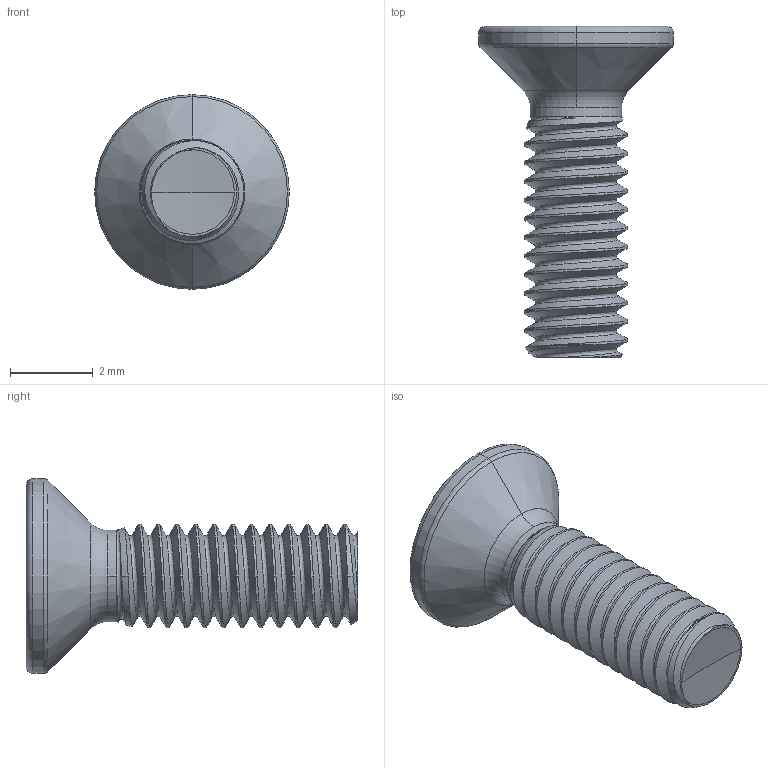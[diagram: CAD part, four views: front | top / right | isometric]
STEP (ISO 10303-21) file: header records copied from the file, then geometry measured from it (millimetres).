
FILE_DESCRIPTION (( 'STEP AP203' ), '1' );
FILE_NAME ('STM410250080.STEP', '2020-12-18T16:50:14', ( '' ), ( '' ), 'SwSTEP 2.0', 'SolidWorks 2015', '' );
FILE_SCHEMA (( 'CONFIG_CONTROL_DESIGN' ));
Length unit declared in the file: millimetre
Products named in the file (2): STM410250080
Bounding box: 4.7 x 8 x 4.7 mm (x, y, z)
Volume: 41.2 mm3; surface area: 122.5 mm2
Topology: 1 solids, 1 shells, 93 faces, 242 edges, 150 vertices
Faces by surface type: cylinder 47, bspline 18, cone 13, torus 11, sphere 2, plane 2
Entity records: 13870 total; most frequent: CARTESIAN_POINT 11783, ORIENTED_EDGE 480, DIRECTION 322, EDGE_CURVE 240, VERTEX_POINT 150, AXIS2_PLACEMENT_3D 132, EDGE_LOOP 94, FACE_OUTER_BOUND 93
